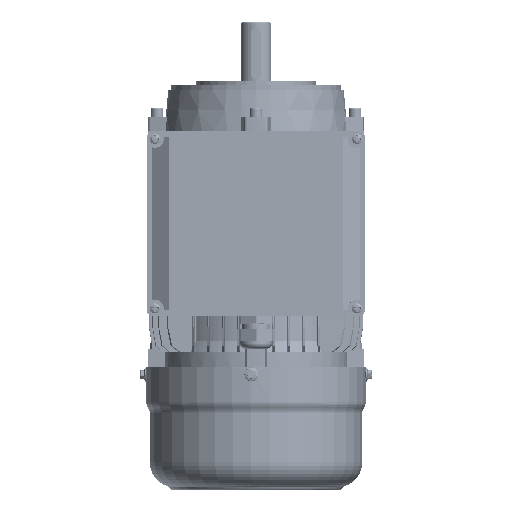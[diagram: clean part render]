
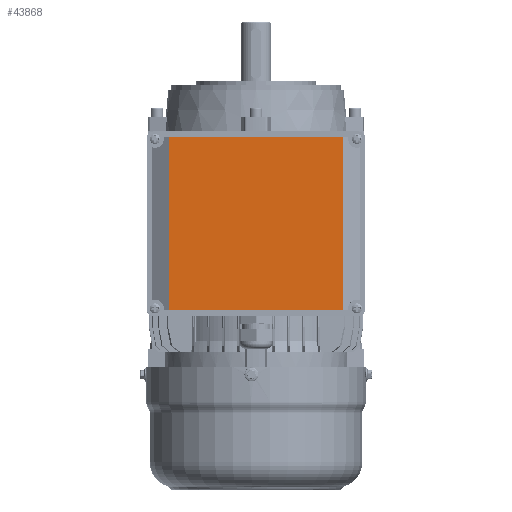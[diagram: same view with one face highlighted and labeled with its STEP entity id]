
A CAD part, top view. The second image highlights one B-rep face of the part: STEP entity #43868.
In plain terms, the highlighted planar face has unit normal (0, 0, 1).
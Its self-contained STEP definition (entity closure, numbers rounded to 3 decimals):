
#43794 = VERTEX_POINT ( 'NONE', #107401 ) ;
#43821 = VERTEX_POINT ( 'NONE', #107571 ) ;
#43832 = EDGE_CURVE ( 'NONE', #43834, #43794, #107526, .T. ) ;
#43834 = VERTEX_POINT ( 'NONE', #107643 ) ;
#43847 = ORIENTED_EDGE ( 'NONE', *, *, #43867, .T. ) ;
#43848 = ORIENTED_EDGE ( 'NONE', *, *, #43849, .T. ) ;
#43849 = EDGE_CURVE ( 'NONE', #43865, #43834, #107599, .T. ) ;
#43865 = VERTEX_POINT ( 'NONE', #107651 ) ;
#43867 = EDGE_CURVE ( 'NONE', #43821, #43865, #104801, .T. ) ;
#43868 = ADVANCED_FACE ( 'NONE', ( #107765 ), #107763, .F. ) ;
#43869 = EDGE_LOOP ( 'NONE', ( #43870, #43873, #43847, #43848 ) ) ;
#43870 = ORIENTED_EDGE ( 'NONE', *, *, #43832, .T. ) ;
#43873 = ORIENTED_EDGE ( 'NONE', *, *, #43874, .F. ) ;
#43874 = EDGE_CURVE ( 'NONE', #43821, #43794, #107743, .T. ) ;
#104801 = LINE ( 'NONE', #105629, #105625 ) ;
#105625 = VECTOR ( 'NONE', #106153, 1000. ) ;
#105629 = CARTESIAN_POINT ( 'NONE',  ( -82.5, 142.5, 23. ) ) ;
#106153 = DIRECTION ( 'NONE',  ( -1., 0., 0. ) ) ;
#107401 = CARTESIAN_POINT ( 'NONE',  ( 69., 4.5, 23. ) ) ;
#107526 = LINE ( 'NONE', #107647, #107645 ) ;
#107571 = CARTESIAN_POINT ( 'NONE',  ( 69., 142.5, 23. ) ) ;
#107591 = DIRECTION ( 'NONE',  ( 0., -1., 0. ) ) ;
#107592 = VECTOR ( 'NONE', #107591, 1000. ) ;
#107594 = CARTESIAN_POINT ( 'NONE',  ( -69., 142.5, 23. ) ) ;
#107599 = LINE ( 'NONE', #107594, #107592 ) ;
#107643 = CARTESIAN_POINT ( 'NONE',  ( -69., 4.5, 23. ) ) ;
#107644 = DIRECTION ( 'NONE',  ( 1., 0., 0. ) ) ;
#107645 = VECTOR ( 'NONE', #107644, 1000. ) ;
#107647 = CARTESIAN_POINT ( 'NONE',  ( -82.5, 4.5, 23. ) ) ;
#107651 = CARTESIAN_POINT ( 'NONE',  ( -69., 142.5, 23. ) ) ;
#107740 = DIRECTION ( 'NONE',  ( 0., -1., 0. ) ) ;
#107741 = VECTOR ( 'NONE', #107740, 1000. ) ;
#107742 = CARTESIAN_POINT ( 'NONE',  ( 69., 142.5, 23. ) ) ;
#107743 = LINE ( 'NONE', #107742, #107741 ) ;
#107756 = DIRECTION ( 'NONE',  ( -1., 0., 0. ) ) ;
#107758 = DIRECTION ( 'NONE',  ( 0., 0., -1. ) ) ;
#107760 = CARTESIAN_POINT ( 'NONE',  ( -87., 147., 23. ) ) ;
#107762 = AXIS2_PLACEMENT_3D ( 'NONE', #107760, #107758, #107756 ) ;
#107763 = PLANE ( 'NONE',  #107762 ) ;
#107765 = FACE_OUTER_BOUND ( 'NONE', #43869, .T. ) ;
